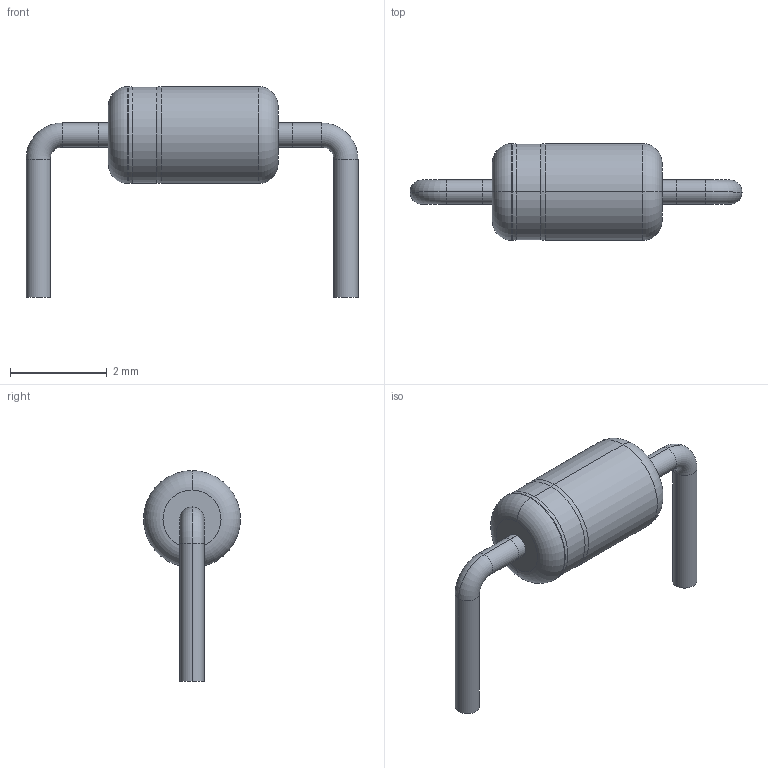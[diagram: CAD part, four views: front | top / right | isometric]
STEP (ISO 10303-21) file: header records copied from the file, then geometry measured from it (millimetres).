
FILE_DESCRIPTION(('FreeCAD Model'),'2;1');
FILE_NAME('diode.step', '2020-09-28T20:33:02',('Author'),(''), 'Open CASCADE STEP processor 7.3','FreeCAD','Unknown');
FILE_SCHEMA(('AUTOMOTIVE_DESIGN { 1 0 10303 214 1 1 1 1 }'));
Length unit declared in the file: millimetre
Products named in the file (1): Cut002
Bounding box: 6.85 x 2 x 4.35 mm (x, y, z)
Volume: 12.5 mm3; surface area: 42.2 mm2
Topology: 3 solids, 3 shells, 38 faces, 70 edges, 40 vertices
Faces by surface type: cylinder 18, torus 12, plane 8
Entity records: 1224 total; most frequent: DIRECTION 200, CARTESIAN_POINT 149, ORIENTED_EDGE 140, AXIS2_PLACEMENT_3D 91, EDGE_CURVE 70, CIRCLE 52, FACE_BOUND 40, EDGE_LOOP 40
